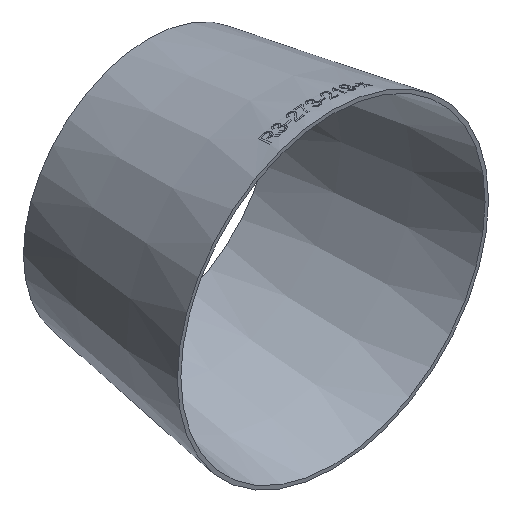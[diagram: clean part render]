
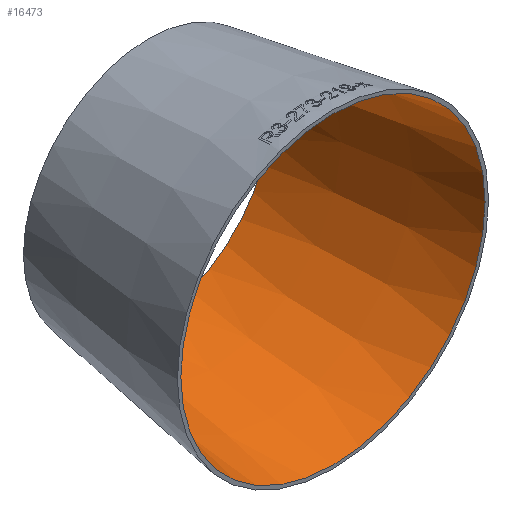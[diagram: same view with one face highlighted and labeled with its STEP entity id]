
A CAD part, isometric view. The second image highlights one B-rep face of the part: STEP entity #16473.
In plain terms, the highlighted conical face has half-angle 9.445 degrees and reference radius 133.459 mm.
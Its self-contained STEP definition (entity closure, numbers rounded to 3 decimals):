
#206 = AXIS2_PLACEMENT_3D ( 'NONE', #21219, #269, #22969 ) ;
#269 = DIRECTION ( 'NONE',  ( 0., -1., 0. ) ) ;
#988 = AXIS2_PLACEMENT_3D ( 'NONE', #10999, #14889, #13149 ) ;
#2756 = FACE_OUTER_BOUND ( 'NONE', #14009, .T. ) ;
#7495 = CIRCLE ( 'NONE', #14388, 133.459 ) ;
#10970 = CARTESIAN_POINT ( 'NONE',  ( 0., 0., 0. ) ) ;
#10999 = CARTESIAN_POINT ( 'NONE',  ( 0., 0., 0. ) ) ;
#13149 = DIRECTION ( 'NONE',  ( 0., 0., -1. ) ) ;
#14009 = EDGE_LOOP ( 'NONE', ( #26616 ) ) ;
#14278 = CARTESIAN_POINT ( 'NONE',  ( 0., 0., -133.459 ) ) ;
#14388 = AXIS2_PLACEMENT_3D ( 'NONE', #10970, #17178, #19356 ) ;
#14505 = EDGE_LOOP ( 'NONE', ( #26022 ) ) ;
#14889 = DIRECTION ( 'NONE',  ( 0., -1., 0. ) ) ;
#16473 = ADVANCED_FACE ( 'NONE', ( #21265, #2756 ), #25184, .F. ) ;
#16850 = VERTEX_POINT ( 'NONE', #20519 ) ;
#16935 = EDGE_CURVE ( 'NONE', #19024, #19024, #7495, .T. ) ;
#17178 = DIRECTION ( 'NONE',  ( 0., -1., 0. ) ) ;
#18765 = CIRCLE ( 'NONE', #206, 106.509 ) ;
#19024 = VERTEX_POINT ( 'NONE', #14278 ) ;
#19356 = DIRECTION ( 'NONE',  ( 0., 0., -1. ) ) ;
#20519 = CARTESIAN_POINT ( 'NONE',  ( 0., 162., -106.509 ) ) ;
#21219 = CARTESIAN_POINT ( 'NONE',  ( 0., 162., 0. ) ) ;
#21265 = FACE_BOUND ( 'NONE', #14505, .T. ) ;
#22969 = DIRECTION ( 'NONE',  ( 0., 0., -1. ) ) ;
#24478 = EDGE_CURVE ( 'NONE', #16850, #16850, #18765, .T. ) ;
#25184 = CONICAL_SURFACE ( 'NONE', #988, 133.459, 0.165 ) ;
#26022 = ORIENTED_EDGE ( 'NONE', *, *, #24478, .F. ) ;
#26616 = ORIENTED_EDGE ( 'NONE', *, *, #16935, .T. ) ;
